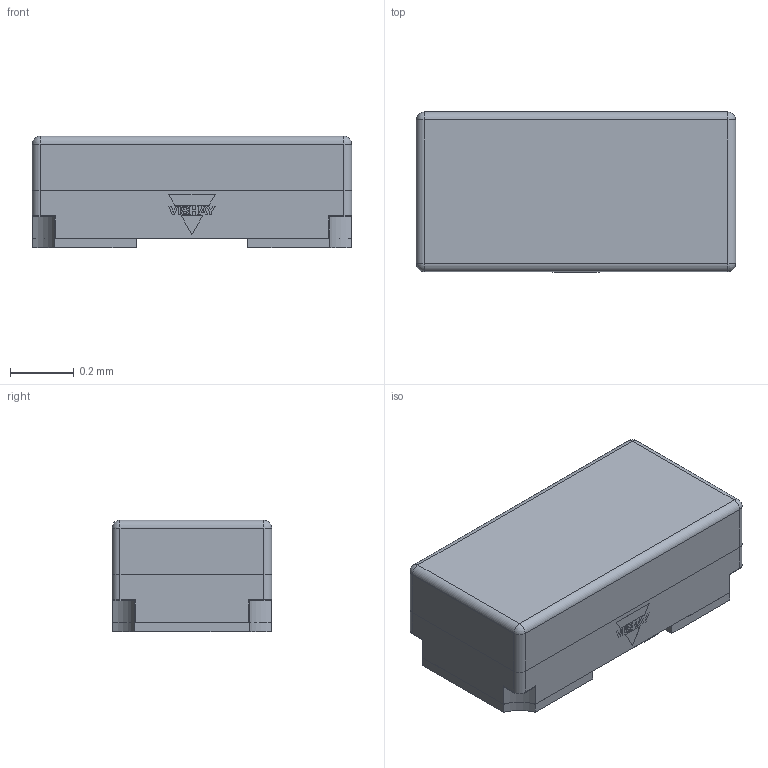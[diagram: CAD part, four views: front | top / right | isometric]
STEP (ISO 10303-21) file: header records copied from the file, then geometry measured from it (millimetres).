
FILE_DESCRIPTION(/* description */ (''),/* implementation_level */ '2;1');
FILE_NAME(/* name */ 'VLMW1500-GS08.stp',/* time_stamp */ '2020-09-08T11:01:35+03:00',/* author */ ('thall'),/* organization */ (''),/* preprocessor_version */ 'ST-DEVELOPER v18.1',/* originating_system */ 'Autodesk Inventor 2021',/* authorisation */ '');
FILE_SCHEMA (('AUTOMOTIVE_DESIGN { 1 0 10303 214 3 1 1 }'));
Length unit declared in the file: millimetre
Products named in the file (6): VLMW1500-GS08; Body; Pins; Polarity; Lens; Logo
Assembly tree (5 placements, depth 2):
  VLMW1500-GS08
    Body
    Pins
    Polarity
    Lens
    Logo
Bounding box: 1 x 0.5 x 0.35 mm (x, y, z)
Volume: 0.2 mm3; surface area: 3.9 mm2
Topology: 13 solids, 13 shells, 168 faces, 406 edges, 264 vertices
Faces by surface type: plane 124, cylinder 28, bspline 12, sphere 4
Entity records: 5390 total; most frequent: CARTESIAN_POINT 1006, ORIENTED_EDGE 812, DIRECTION 774, EDGE_CURVE 406, LINE 326, VECTOR 326, VERTEX_POINT 264, AXIS2_PLACEMENT_3D 224
